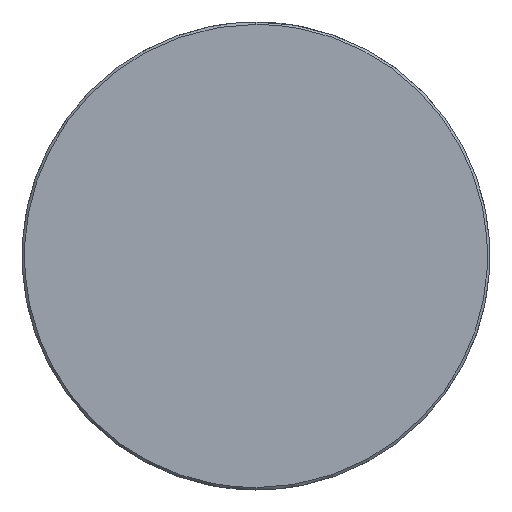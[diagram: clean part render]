
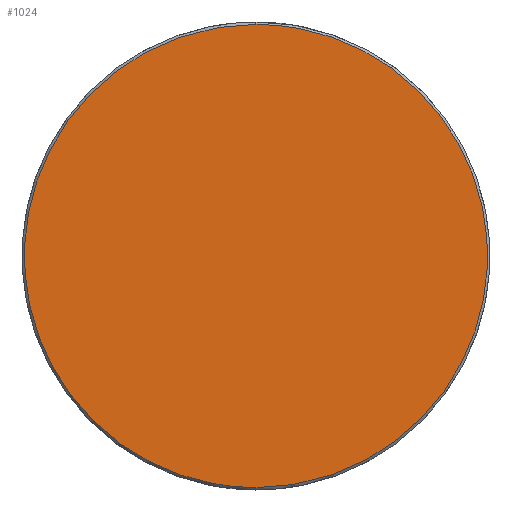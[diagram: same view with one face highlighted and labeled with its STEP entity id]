
A CAD part, front view. The second image highlights one B-rep face of the part: STEP entity #1024.
In plain terms, the highlighted free-form (B-spline) face has degree [1, 1] with [2, 2] control points.
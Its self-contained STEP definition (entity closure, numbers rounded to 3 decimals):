
#69 = EDGE_CURVE('',#70,#72,#74,.T.);
#70 = VERTEX_POINT('',#71);
#71 = CARTESIAN_POINT('',(0.,-20.775,
    -26.731));
#72 = VERTEX_POINT('',#73);
#73 = CARTESIAN_POINT('',(0.,-20.775,26.731));
#74 = ( BOUNDED_CURVE() B_SPLINE_CURVE(2,(#75,#76,#77,#78,#79),
.UNSPECIFIED.,.F.,.F.) B_SPLINE_CURVE_WITH_KNOTS((3,2,3),(3.142,
4.712,6.283),.PIECEWISE_BEZIER_KNOTS.) CURVE() 
GEOMETRIC_REPRESENTATION_ITEM() RATIONAL_B_SPLINE_CURVE((1.,
0.707,1.,0.707,1.)) REPRESENTATION_ITEM('') );
#75 = CARTESIAN_POINT('',(0.,-20.775,
    -26.731));
#76 = CARTESIAN_POINT('',(26.731,-20.775,
    -26.731));
#77 = CARTESIAN_POINT('',(26.731,-20.775,
    0.));
#78 = CARTESIAN_POINT('',(26.731,-20.775,
    26.731));
#79 = CARTESIAN_POINT('',(0.,-20.775,
    26.731));
#1024 = ADVANCED_FACE('',(#1025),#1036,.F.);
#1025 = FACE_BOUND('',#1026,.T.);
#1026 = EDGE_LOOP('',(#1027,#1035));
#1027 = ORIENTED_EDGE('',*,*,#1028,.T.);
#1028 = EDGE_CURVE('',#72,#70,#1029,.T.);
#1029 = ( BOUNDED_CURVE() B_SPLINE_CURVE(2,(#1030,#1031,#1032,#1033,
#1034),.UNSPECIFIED.,.F.,.F.) B_SPLINE_CURVE_WITH_KNOTS((3,2,3),(0.,
1.571,3.142),.PIECEWISE_BEZIER_KNOTS.) CURVE() 
GEOMETRIC_REPRESENTATION_ITEM() RATIONAL_B_SPLINE_CURVE((1.,
0.707,1.,0.707,1.)) REPRESENTATION_ITEM('') );
#1030 = CARTESIAN_POINT('',(0.,-20.775,26.731));
#1031 = CARTESIAN_POINT('',(-26.731,-20.775,
    26.731));
#1032 = CARTESIAN_POINT('',(-26.731,-20.775,
    0.));
#1033 = CARTESIAN_POINT('',(-26.731,-20.775,
    -26.731));
#1034 = CARTESIAN_POINT('',(0.,-20.775,
    -26.731));
#1035 = ORIENTED_EDGE('',*,*,#69,.T.);
#1036 = B_SPLINE_SURFACE_WITH_KNOTS('',1,1,(
    (#1037,#1038)
    ,(#1039,#1040
    )),.UNSPECIFIED.,.F.,.F.,.F.,(2,2),(2,2),(-24.511,24.511),(-24.511,
    24.511),.PIECEWISE_BEZIER_KNOTS.);
#1037 = CARTESIAN_POINT('',(-26.731,-20.775,
    -26.731));
#1038 = CARTESIAN_POINT('',(26.731,-20.775,
    -26.731));
#1039 = CARTESIAN_POINT('',(-26.731,-20.775,
    26.731));
#1040 = CARTESIAN_POINT('',(26.731,-20.775,
    26.731));
